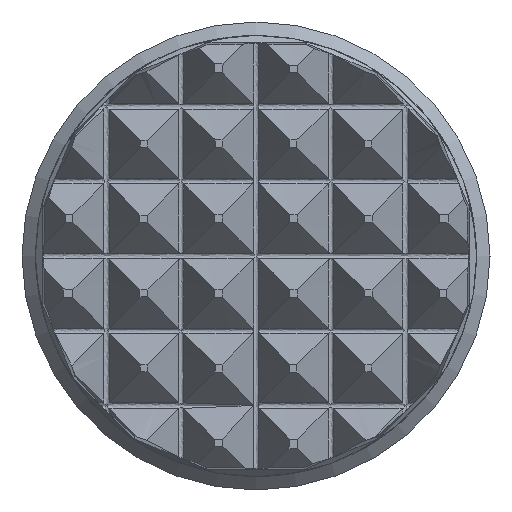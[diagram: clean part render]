
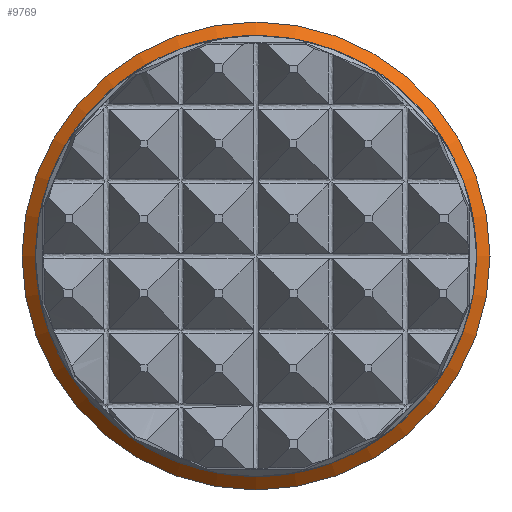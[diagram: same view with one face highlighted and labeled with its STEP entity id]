
A CAD part, left-side view. The second image highlights one B-rep face of the part: STEP entity #9769.
In plain terms, the highlighted conical face has half-angle 45 degrees and reference radius 1.549 mm.
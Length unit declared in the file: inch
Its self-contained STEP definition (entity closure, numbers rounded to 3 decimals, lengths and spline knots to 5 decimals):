
#403 = DIRECTION ( 'NONE',  ( 1., 0., 0. ) ) ;
#968 = CARTESIAN_POINT ( 'NONE',  ( -0.3465, 0., -0.0575 ) ) ;
#1328 = CIRCLE ( 'NONE', #11860, 0.061 ) ;
#1458 = AXIS2_PLACEMENT_3D ( 'NONE', #3110, #403, #7243 ) ;
#1661 = VERTEX_POINT ( 'NONE', #8650 ) ;
#1741 = CARTESIAN_POINT ( 'NONE',  ( -0.3465, 0., 0. ) ) ;
#1966 = DIRECTION ( 'NONE',  ( 0., 0., -1. ) ) ;
#2114 = FACE_BOUND ( 'NONE', #3557, .T. ) ;
#3110 = CARTESIAN_POINT ( 'NONE',  ( -0.343, 0., 0. ) ) ;
#3557 = EDGE_LOOP ( 'NONE', ( #5389 ) ) ;
#3886 = DIRECTION ( 'NONE',  ( 1., 0., 0. ) ) ;
#4241 = VERTEX_POINT ( 'NONE', #968 ) ;
#4872 = CARTESIAN_POINT ( 'NONE',  ( -0.343, 0., 0. ) ) ;
#5389 = ORIENTED_EDGE ( 'NONE', *, *, #6906, .T. ) ;
#6295 = CIRCLE ( 'NONE', #10919, 0.0575 ) ;
#6906 = EDGE_CURVE ( 'NONE', #4241, #4241, #6295, .T. ) ;
#7243 = DIRECTION ( 'NONE',  ( 0., 0., -1. ) ) ;
#7460 = CONICAL_SURFACE ( 'NONE', #1458, 0.061, 0.785 ) ;
#7566 = DIRECTION ( 'NONE',  ( 0., 0., -1. ) ) ;
#8246 = EDGE_LOOP ( 'NONE', ( #10538 ) ) ;
#8650 = CARTESIAN_POINT ( 'NONE',  ( -0.343, 0., -0.061 ) ) ;
#9769 = ADVANCED_FACE ( 'NONE', ( #10506, #2114 ), #7460, .T. ) ;
#10118 = EDGE_CURVE ( 'NONE', #1661, #1661, #1328, .T. ) ;
#10506 = FACE_OUTER_BOUND ( 'NONE', #8246, .T. ) ;
#10538 = ORIENTED_EDGE ( 'NONE', *, *, #10118, .F. ) ;
#10919 = AXIS2_PLACEMENT_3D ( 'NONE', #1741, #11331, #7566 ) ;
#11331 = DIRECTION ( 'NONE',  ( 1., 0., 0. ) ) ;
#11860 = AXIS2_PLACEMENT_3D ( 'NONE', #4872, #3886, #1966 ) ;
